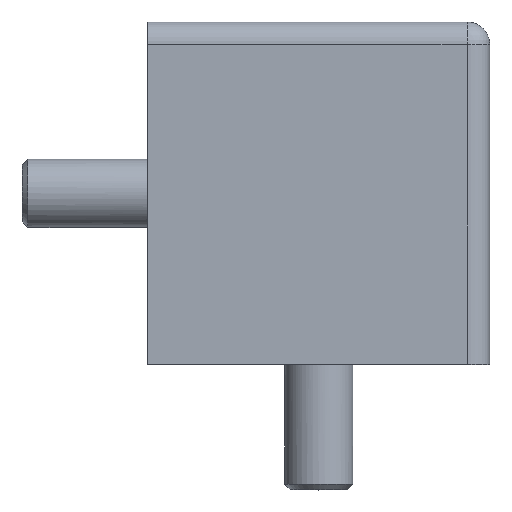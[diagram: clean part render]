
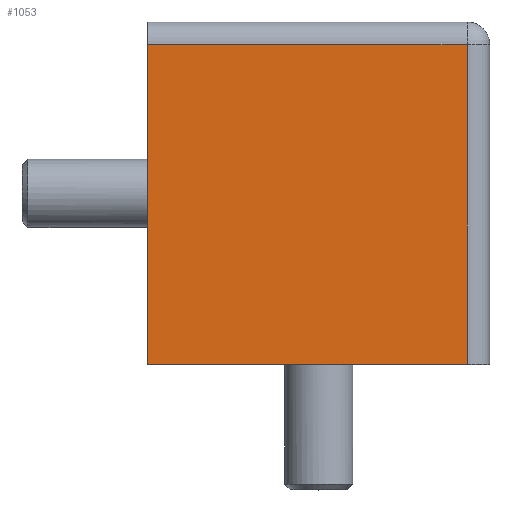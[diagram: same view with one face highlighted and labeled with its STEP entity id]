
A CAD part, top view. The second image highlights one B-rep face of the part: STEP entity #1053.
In plain terms, the highlighted planar face has unit normal (0, 0, 1).
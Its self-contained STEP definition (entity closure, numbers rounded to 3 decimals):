
#1053=ADVANCED_FACE('',(#1113),#1114,.T.);
#1113=FACE_OUTER_BOUND('',#1238,.T.);
#1114=PLANE('',#1239);
#1238=EDGE_LOOP('',(#1384,#1385,#1386,#1387));
#1239=AXIS2_PLACEMENT_3D('',#1388,#1389,#1390);
#1384=ORIENTED_EDGE('',*,*,#1784,.F.);
#1385=ORIENTED_EDGE('',*,*,#1785,.T.);
#1386=ORIENTED_EDGE('',*,*,#1776,.T.);
#1387=ORIENTED_EDGE('',*,*,#1786,.F.);
#1388=CARTESIAN_POINT('',(15.0,15.0,30.0));
#1389=DIRECTION('',(0.0,0.0,1.0));
#1390=DIRECTION('',(1.0,0.0,0.0));
#1776=EDGE_CURVE('',#1904,#1907,#1910,.F.);
#1784=EDGE_CURVE('',#1923,#1924,#1925,.T.);
#1785=EDGE_CURVE('',#1923,#1904,#1926,.F.);
#1786=EDGE_CURVE('',#1924,#1907,#1927,.T.);
#1904=VERTEX_POINT('',#2119);
#1907=VERTEX_POINT('',#2122);
#1910=LINE('',#2125,#2126);
#1923=VERTEX_POINT('',#2146);
#1924=VERTEX_POINT('',#2147);
#1925=LINE('',#2148,#2149);
#1926=LINE('',#2150,#2151);
#1927=LINE('',#2152,#2153);
#2119=CARTESIAN_POINT('',(28.0,28.0,30.0));
#2122=CARTESIAN_POINT('',(0.0,28.0,30.0));
#2125=CARTESIAN_POINT('',(15.0,28.0,30.0));
#2126=VECTOR('',#2502,1.0);
#2146=CARTESIAN_POINT('',(28.0,0.0,30.0));
#2147=CARTESIAN_POINT('',(0.0,0.0,30.0));
#2148=CARTESIAN_POINT('',(15.0,0.0,30.0));
#2149=VECTOR('',#2510,1.0);
#2150=CARTESIAN_POINT('',(28.0,15.0,30.0));
#2151=VECTOR('',#2511,1.0);
#2152=CARTESIAN_POINT('',(0.0,15.0,30.0));
#2153=VECTOR('',#2512,1.0);
#2502=DIRECTION('',(1.0,0.0,0.0));
#2510=DIRECTION('',(-1.0,0.0,0.0));
#2511=DIRECTION('',(0.0,-1.0,0.0));
#2512=DIRECTION('',(0.0,1.0,0.0));
